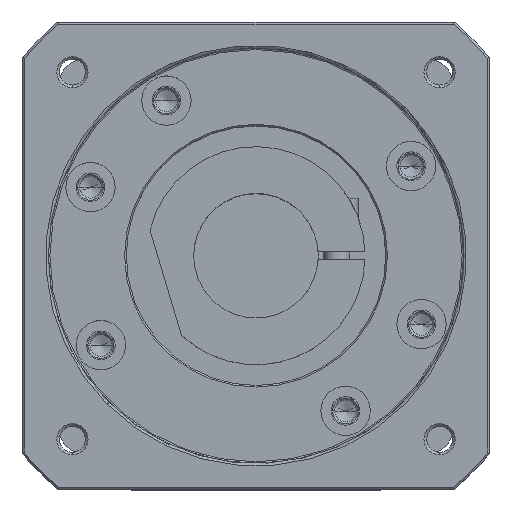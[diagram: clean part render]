
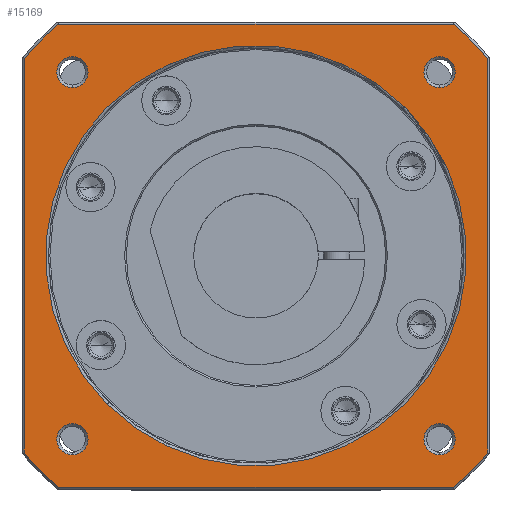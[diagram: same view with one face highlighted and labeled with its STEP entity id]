
A CAD part, top view. The second image highlights one B-rep face of the part: STEP entity #15169.
In plain terms, the highlighted planar face has unit normal (0, 0, 1).
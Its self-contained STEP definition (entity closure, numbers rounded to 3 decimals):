
#13451=CARTESIAN_POINT('',(0.,0.,19.));
#13452=DIRECTION('',(0.,0.,1.));
#13453=DIRECTION('',(-0.707,0.707,0.));
#13454=AXIS2_PLACEMENT_3D('',#13451,#13452,#13453);
#13456=CARTESIAN_POINT('',(0.,0.,19.));
#13457=DIRECTION('',(0.,0.,1.));
#13458=DIRECTION('',(0.707,-0.707,0.));
#13459=AXIS2_PLACEMENT_3D('',#13456,#13457,#13458);
#13461=CARTESIAN_POINT('',(0.,0.,19.));
#13462=DIRECTION('',(0.,0.,1.));
#13463=DIRECTION('',(-0.761,-0.649,0.));
#13464=AXIS2_PLACEMENT_3D('',#13461,#13462,#13463);
#13476=DIRECTION('',(1.,0.,0.));
#13477=VECTOR('',#13476,76.021);
#13478=CARTESIAN_POINT('',(-38.011,-44.6,19.));
#13479=LINE('',#13478,#13477);
#13489=CARTESIAN_POINT('',(0.,0.,19.));
#13490=DIRECTION('',(0.,0.,1.));
#13491=DIRECTION('',(0.649,-0.761,0.));
#13492=AXIS2_PLACEMENT_3D('',#13489,#13490,#13491);
#13504=DIRECTION('',(0.,1.,0.));
#13505=VECTOR('',#13504,76.021);
#13506=CARTESIAN_POINT('',(44.6,-38.011,19.));
#13507=LINE('',#13506,#13505);
#13517=CARTESIAN_POINT('',(0.,0.,19.));
#13518=DIRECTION('',(0.,0.,1.));
#13519=DIRECTION('',(0.761,0.649,0.));
#13520=AXIS2_PLACEMENT_3D('',#13517,#13518,#13519);
#13532=DIRECTION('',(-1.,0.,0.));
#13533=VECTOR('',#13532,76.021);
#13534=CARTESIAN_POINT('',(38.011,44.6,19.));
#13535=LINE('',#13534,#13533);
#13540=CARTESIAN_POINT('',(0.,0.,19.));
#13541=DIRECTION('',(0.,0.,1.));
#13542=DIRECTION('',(-0.649,0.761,0.));
#13543=AXIS2_PLACEMENT_3D('',#13540,#13541,#13542);
#13560=DIRECTION('',(0.,-1.,0.));
#13561=VECTOR('',#13560,76.021);
#13562=CARTESIAN_POINT('',(-44.6,38.011,19.));
#13563=LINE('',#13562,#13561);
#13785=CARTESIAN_POINT('',(-35.355,35.355,19.));
#13786=DIRECTION('',(0.,0.,1.));
#13787=DIRECTION('',(-1.,0.,0.));
#13788=AXIS2_PLACEMENT_3D('',#13785,#13786,#13787);
#13803=CARTESIAN_POINT('',(-35.355,35.355,19.));
#13804=DIRECTION('',(0.,0.,1.));
#13805=DIRECTION('',(1.,0.,0.));
#13806=AXIS2_PLACEMENT_3D('',#13803,#13804,#13805);
#13821=CARTESIAN_POINT('',(35.355,35.355,19.));
#13822=DIRECTION('',(0.,0.,1.));
#13823=DIRECTION('',(-1.,0.,0.));
#13824=AXIS2_PLACEMENT_3D('',#13821,#13822,#13823);
#13839=CARTESIAN_POINT('',(35.355,35.355,19.));
#13840=DIRECTION('',(0.,0.,1.));
#13841=DIRECTION('',(1.,0.,0.));
#13842=AXIS2_PLACEMENT_3D('',#13839,#13840,#13841);
#13857=CARTESIAN_POINT('',(35.355,-35.355,19.));
#13858=DIRECTION('',(0.,0.,1.));
#13859=DIRECTION('',(-1.,0.,0.));
#13860=AXIS2_PLACEMENT_3D('',#13857,#13858,#13859);
#13875=CARTESIAN_POINT('',(35.355,-35.355,19.));
#13876=DIRECTION('',(0.,0.,1.));
#13877=DIRECTION('',(1.,0.,0.));
#13878=AXIS2_PLACEMENT_3D('',#13875,#13876,#13877);
#13893=CARTESIAN_POINT('',(-35.355,-35.355,19.));
#13894=DIRECTION('',(0.,0.,1.));
#13895=DIRECTION('',(-1.,0.,0.));
#13896=AXIS2_PLACEMENT_3D('',#13893,#13894,#13895);
#13911=CARTESIAN_POINT('',(-35.355,-35.355,19.));
#13912=DIRECTION('',(0.,0.,1.));
#13913=DIRECTION('',(1.,0.,0.));
#13914=AXIS2_PLACEMENT_3D('',#13911,#13912,#13913);
#14471=CARTESIAN_POINT('',(44.6,-38.011,19.));
#14472=CARTESIAN_POINT('',(44.6,38.011,19.));
#14473=VERTEX_POINT('',#14471);
#14474=VERTEX_POINT('',#14472);
#14479=CARTESIAN_POINT('',(38.011,-44.6,19.));
#14480=VERTEX_POINT('',#14479);
#14483=CARTESIAN_POINT('',(-38.011,-44.6,19.));
#14484=VERTEX_POINT('',#14483);
#14487=CARTESIAN_POINT('',(-44.6,-38.011,19.));
#14488=VERTEX_POINT('',#14487);
#14491=CARTESIAN_POINT('',(-44.6,38.011,19.));
#14492=VERTEX_POINT('',#14491);
#14495=CARTESIAN_POINT('',(-38.011,44.6,19.));
#14496=VERTEX_POINT('',#14495);
#14499=CARTESIAN_POINT('',(38.011,44.6,19.));
#14500=VERTEX_POINT('',#14499);
#14527=CARTESIAN_POINT('',(-28.638,28.638,19.));
#14528=CARTESIAN_POINT('',(28.638,-28.638,19.));
#14529=VERTEX_POINT('',#14527);
#14530=VERTEX_POINT('',#14528);
#14661=CARTESIAN_POINT('',(-38.355,35.355,19.));
#14662=CARTESIAN_POINT('',(-32.355,35.355,19.));
#14663=VERTEX_POINT('',#14661);
#14664=VERTEX_POINT('',#14662);
#14709=CARTESIAN_POINT('',(38.355,35.355,19.));
#14710=CARTESIAN_POINT('',(32.355,35.355,19.));
#14711=VERTEX_POINT('',#14709);
#14712=VERTEX_POINT('',#14710);
#14721=CARTESIAN_POINT('',(38.355,-35.355,19.));
#14722=CARTESIAN_POINT('',(32.355,-35.355,19.));
#14723=VERTEX_POINT('',#14721);
#14724=VERTEX_POINT('',#14722);
#14733=CARTESIAN_POINT('',(-32.355,-35.355,19.));
#14734=CARTESIAN_POINT('',(-38.355,-35.355,19.));
#14735=VERTEX_POINT('',#14733);
#14736=VERTEX_POINT('',#14734);
#15117=CARTESIAN_POINT('',(0.,0.,19.));
#15118=DIRECTION('',(0.,0.,1.));
#15119=DIRECTION('',(1.,0.,0.));
#15120=AXIS2_PLACEMENT_3D('',#15117,#15118,#15119);
#15121=PLANE('',#15120);
#15123=ORIENTED_EDGE('',*,*,#15122,.F.);
#15125=ORIENTED_EDGE('',*,*,#15124,.F.);
#15127=ORIENTED_EDGE('',*,*,#15126,.F.);
#15129=ORIENTED_EDGE('',*,*,#15128,.F.);
#15131=ORIENTED_EDGE('',*,*,#15130,.F.);
#15133=ORIENTED_EDGE('',*,*,#15132,.F.);
#15135=ORIENTED_EDGE('',*,*,#15134,.F.);
#15137=ORIENTED_EDGE('',*,*,#15136,.F.);
#15138=EDGE_LOOP('',(#15123,#15125,#15127,#15129,#15131,#15133,#15135,#15137));
#15139=FACE_OUTER_BOUND('',#15138,.F.);
#15140=ORIENTED_EDGE('',*,*,#15105,.T.);
#15142=ORIENTED_EDGE('',*,*,#15141,.T.);
#15143=EDGE_LOOP('',(#15140,#15142));
#15144=FACE_BOUND('',#15143,.F.);
#15146=ORIENTED_EDGE('',*,*,#15145,.T.);
#15148=ORIENTED_EDGE('',*,*,#15147,.T.);
#15149=EDGE_LOOP('',(#15146,#15148));
#15150=FACE_BOUND('',#15149,.F.);
#15152=ORIENTED_EDGE('',*,*,#15151,.T.);
#15154=ORIENTED_EDGE('',*,*,#15153,.T.);
#15155=EDGE_LOOP('',(#15152,#15154));
#15156=FACE_BOUND('',#15155,.F.);
#15158=ORIENTED_EDGE('',*,*,#15157,.T.);
#15160=ORIENTED_EDGE('',*,*,#15159,.T.);
#15161=EDGE_LOOP('',(#15158,#15160));
#15162=FACE_BOUND('',#15161,.F.);
#15164=ORIENTED_EDGE('',*,*,#15163,.T.);
#15166=ORIENTED_EDGE('',*,*,#15165,.T.);
#15167=EDGE_LOOP('',(#15164,#15166));
#15168=FACE_BOUND('',#15167,.F.);
#15169=ADVANCED_FACE('',(#15139,#15144,#15150,#15156,#15162,#15168),#15121,.T.);
#13455=CIRCLE('',#13454,40.5);
#13460=CIRCLE('',#13459,40.5);
#13465=CIRCLE('',#13464,58.6);
#13493=CIRCLE('',#13492,58.6);
#13521=CIRCLE('',#13520,58.6);
#13544=CIRCLE('',#13543,58.6);
#13789=CIRCLE('',#13788,3.);
#13807=CIRCLE('',#13806,3.);
#13825=CIRCLE('',#13824,3.);
#13843=CIRCLE('',#13842,3.);
#13861=CIRCLE('',#13860,3.);
#13879=CIRCLE('',#13878,3.);
#13897=CIRCLE('',#13896,3.);
#13915=CIRCLE('',#13914,3.);
#15105=EDGE_CURVE('',#14529,#14530,#13455,.T.);
#15122=EDGE_CURVE('',#14488,#14484,#13465,.T.);
#15124=EDGE_CURVE('',#14492,#14488,#13563,.T.);
#15126=EDGE_CURVE('',#14496,#14492,#13544,.T.);
#15128=EDGE_CURVE('',#14500,#14496,#13535,.T.);
#15130=EDGE_CURVE('',#14474,#14500,#13521,.T.);
#15132=EDGE_CURVE('',#14473,#14474,#13507,.T.);
#15134=EDGE_CURVE('',#14480,#14473,#13493,.T.);
#15136=EDGE_CURVE('',#14484,#14480,#13479,.T.);
#15141=EDGE_CURVE('',#14530,#14529,#13460,.T.);
#15145=EDGE_CURVE('',#14663,#14664,#13789,.T.);
#15147=EDGE_CURVE('',#14664,#14663,#13807,.T.);
#15151=EDGE_CURVE('',#14712,#14711,#13825,.T.);
#15153=EDGE_CURVE('',#14711,#14712,#13843,.T.);
#15157=EDGE_CURVE('',#14724,#14723,#13861,.T.);
#15159=EDGE_CURVE('',#14723,#14724,#13879,.T.);
#15163=EDGE_CURVE('',#14736,#14735,#13897,.T.);
#15165=EDGE_CURVE('',#14735,#14736,#13915,.T.);
